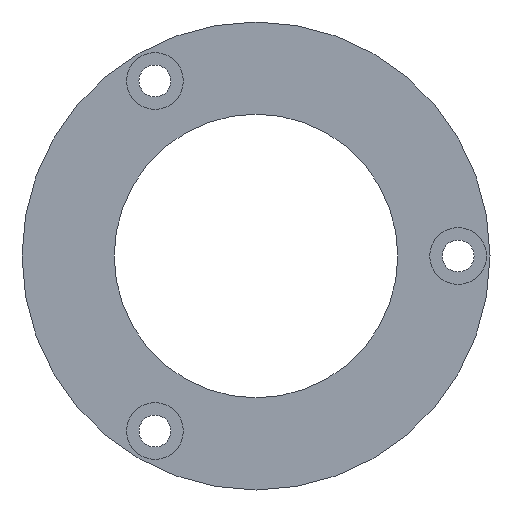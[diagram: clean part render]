
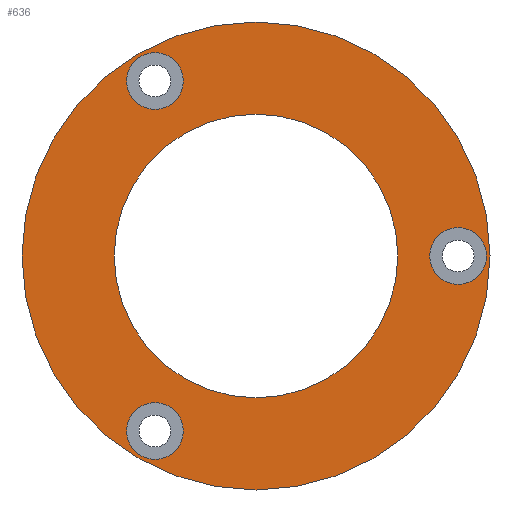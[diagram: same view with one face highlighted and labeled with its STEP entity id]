
A CAD part, front view. The second image highlights one B-rep face of the part: STEP entity #636.
In plain terms, the highlighted planar face has unit normal (0, -1, 0).
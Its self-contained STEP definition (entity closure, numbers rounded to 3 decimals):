
#6 = CIRCLE ( 'NONE', #645, 4. ) ;
#12 = DIRECTION ( 'NONE',  ( 0., 0., -1. ) ) ;
#16 = EDGE_CURVE ( 'NONE', #414, #621, #245, .T. ) ;
#19 = CARTESIAN_POINT ( 'NONE',  ( -14.25, 0., -28.682 ) ) ;
#24 = DIRECTION ( 'NONE',  ( 0., 0., -1. ) ) ;
#30 = CIRCLE ( 'NONE', #437, 4. ) ;
#47 = AXIS2_PLACEMENT_3D ( 'NONE', #342, #348, #153 ) ;
#49 = DIRECTION ( 'NONE',  ( 0., 0., -1. ) ) ;
#53 = CIRCLE ( 'NONE', #111, 4. ) ;
#77 = FACE_BOUND ( 'NONE', #674, .T. ) ;
#79 = FACE_BOUND ( 'NONE', #696, .T. ) ;
#80 = FACE_BOUND ( 'NONE', #681, .T. ) ;
#95 = FACE_BOUND ( 'NONE', #689, .T. ) ;
#106 = AXIS2_PLACEMENT_3D ( 'NONE', #309, #538, #643 ) ;
#108 = FACE_OUTER_BOUND ( 'NONE', #434, .T. ) ;
#111 = AXIS2_PLACEMENT_3D ( 'NONE', #192, #293, #12 ) ;
#114 = DIRECTION ( 'NONE',  ( 0., -1., 0. ) ) ;
#115 = DIRECTION ( 'NONE',  ( 0., -1., 0. ) ) ;
#144 = CIRCLE ( 'NONE', #413, 33. ) ;
#145 = CIRCLE ( 'NONE', #307, 4. ) ;
#152 = VERTEX_POINT ( 'NONE', #409 ) ;
#153 = DIRECTION ( 'NONE',  ( 0., 0., -1. ) ) ;
#155 = EDGE_CURVE ( 'NONE', #411, #468, #225, .T. ) ;
#169 = CIRCLE ( 'NONE', #616, 20. ) ;
#172 = DIRECTION ( 'NONE',  ( 0., -1., 0. ) ) ;
#182 = CIRCLE ( 'NONE', #47, 4. ) ;
#191 = CARTESIAN_POINT ( 'NONE',  ( 28.5, 0., 0. ) ) ;
#192 = CARTESIAN_POINT ( 'NONE',  ( -14.25, 0., 24.682 ) ) ;
#193 = CARTESIAN_POINT ( 'NONE',  ( 0., 0., -20. ) ) ;
#206 = CARTESIAN_POINT ( 'NONE',  ( 28.5, 0., -4. ) ) ;
#209 = EDGE_CURVE ( 'NONE', #152, #467, #214, .T. ) ;
#214 = CIRCLE ( 'NONE', #250, 4. ) ;
#223 = DIRECTION ( 'NONE',  ( 0., 0., 1. ) ) ;
#225 = CIRCLE ( 'NONE', #757, 20. ) ;
#230 = CARTESIAN_POINT ( 'NONE',  ( -14.25, 0., -20.682 ) ) ;
#245 = CIRCLE ( 'NONE', #106, 33. ) ;
#250 = AXIS2_PLACEMENT_3D ( 'NONE', #516, #673, #701 ) ;
#255 = EDGE_CURVE ( 'NONE', #467, #152, #30, .T. ) ;
#264 = DIRECTION ( 'NONE',  ( 0., 0., -1. ) ) ;
#268 = CARTESIAN_POINT ( 'NONE',  ( 0., 0., 0. ) ) ;
#271 = ORIENTED_EDGE ( 'NONE', *, *, #16, .F. ) ;
#293 = DIRECTION ( 'NONE',  ( 0., -1., 0. ) ) ;
#299 = EDGE_CURVE ( 'NONE', #685, #679, #182, .T. ) ;
#307 = AXIS2_PLACEMENT_3D ( 'NONE', #323, #115, #49 ) ;
#308 = ORIENTED_EDGE ( 'NONE', *, *, #451, .F. ) ;
#309 = CARTESIAN_POINT ( 'NONE',  ( 0., 0., 0. ) ) ;
#311 = ORIENTED_EDGE ( 'NONE', *, *, #665, .F. ) ;
#323 = CARTESIAN_POINT ( 'NONE',  ( -14.25, 0., -24.682 ) ) ;
#327 = DIRECTION ( 'NONE',  ( 0., 0., 1. ) ) ;
#336 = CARTESIAN_POINT ( 'NONE',  ( 0., 0., 0. ) ) ;
#339 = ORIENTED_EDGE ( 'NONE', *, *, #720, .F. ) ;
#342 = CARTESIAN_POINT ( 'NONE',  ( -14.25, 0., -24.682 ) ) ;
#348 = DIRECTION ( 'NONE',  ( 0., -1., 0. ) ) ;
#349 = ORIENTED_EDGE ( 'NONE', *, *, #299, .F. ) ;
#352 = CARTESIAN_POINT ( 'NONE',  ( 0., 0., 0. ) ) ;
#370 = EDGE_CURVE ( 'NONE', #468, #411, #169, .T. ) ;
#378 = DIRECTION ( 'NONE',  ( 0., 1., 0. ) ) ;
#409 = CARTESIAN_POINT ( 'NONE',  ( 28.5, 0., 4. ) ) ;
#411 = VERTEX_POINT ( 'NONE', #572 ) ;
#413 = AXIS2_PLACEMENT_3D ( 'NONE', #268, #378, #435 ) ;
#414 = VERTEX_POINT ( 'NONE', #707 ) ;
#434 = EDGE_LOOP ( 'NONE', ( #486, #271 ) ) ;
#435 = DIRECTION ( 'NONE',  ( 0., 0., 1. ) ) ;
#437 = AXIS2_PLACEMENT_3D ( 'NONE', #191, #114, #24 ) ;
#443 = AXIS2_PLACEMENT_3D ( 'NONE', #562, #461, #609 ) ;
#447 = DIRECTION ( 'NONE',  ( 0., 1., 0. ) ) ;
#448 = ORIENTED_EDGE ( 'NONE', *, *, #155, .T. ) ;
#451 = EDGE_CURVE ( 'NONE', #679, #685, #145, .T. ) ;
#460 = EDGE_CURVE ( 'NONE', #621, #414, #144, .T. ) ;
#461 = DIRECTION ( 'NONE',  ( 0., 1., 0. ) ) ;
#467 = VERTEX_POINT ( 'NONE', #206 ) ;
#468 = VERTEX_POINT ( 'NONE', #193 ) ;
#475 = CARTESIAN_POINT ( 'NONE',  ( -14.25, 0., 20.682 ) ) ;
#486 = ORIENTED_EDGE ( 'NONE', *, *, #460, .F. ) ;
#497 = CARTESIAN_POINT ( 'NONE',  ( 0., 0., 33. ) ) ;
#515 = CARTESIAN_POINT ( 'NONE',  ( -14.25, 0., 28.682 ) ) ;
#516 = CARTESIAN_POINT ( 'NONE',  ( 28.5, 0., 0. ) ) ;
#538 = DIRECTION ( 'NONE',  ( 0., 1., 0. ) ) ;
#562 = CARTESIAN_POINT ( 'NONE',  ( 20., 0., 0. ) ) ;
#572 = CARTESIAN_POINT ( 'NONE',  ( 0., 0., 20. ) ) ;
#580 = CARTESIAN_POINT ( 'NONE',  ( -14.25, 0., 24.682 ) ) ;
#605 = DIRECTION ( 'NONE',  ( 0., 1., 0. ) ) ;
#609 = DIRECTION ( 'NONE',  ( 0., 0., 1. ) ) ;
#616 = AXIS2_PLACEMENT_3D ( 'NONE', #352, #605, #223 ) ;
#621 = VERTEX_POINT ( 'NONE', #497 ) ;
#636 = ADVANCED_FACE ( 'NONE', ( #80, #77, #95, #108, #79 ), #664, .F. ) ;
#643 = DIRECTION ( 'NONE',  ( 0., 0., 1. ) ) ;
#645 = AXIS2_PLACEMENT_3D ( 'NONE', #580, #172, #264 ) ;
#664 = PLANE ( 'NONE',  #443 ) ;
#665 = EDGE_CURVE ( 'NONE', #756, #755, #53, .T. ) ;
#673 = DIRECTION ( 'NONE',  ( 0., -1., 0. ) ) ;
#674 = EDGE_LOOP ( 'NONE', ( #311, #339 ) ) ;
#679 = VERTEX_POINT ( 'NONE', #230 ) ;
#681 = EDGE_LOOP ( 'NONE', ( #349, #308 ) ) ;
#685 = VERTEX_POINT ( 'NONE', #19 ) ;
#689 = EDGE_LOOP ( 'NONE', ( #745, #767 ) ) ;
#696 = EDGE_LOOP ( 'NONE', ( #448, #760 ) ) ;
#701 = DIRECTION ( 'NONE',  ( 0., 0., -1. ) ) ;
#707 = CARTESIAN_POINT ( 'NONE',  ( 0., 0., -33. ) ) ;
#720 = EDGE_CURVE ( 'NONE', #755, #756, #6, .T. ) ;
#745 = ORIENTED_EDGE ( 'NONE', *, *, #255, .F. ) ;
#755 = VERTEX_POINT ( 'NONE', #515 ) ;
#756 = VERTEX_POINT ( 'NONE', #475 ) ;
#757 = AXIS2_PLACEMENT_3D ( 'NONE', #336, #447, #327 ) ;
#760 = ORIENTED_EDGE ( 'NONE', *, *, #370, .T. ) ;
#767 = ORIENTED_EDGE ( 'NONE', *, *, #209, .F. ) ;
